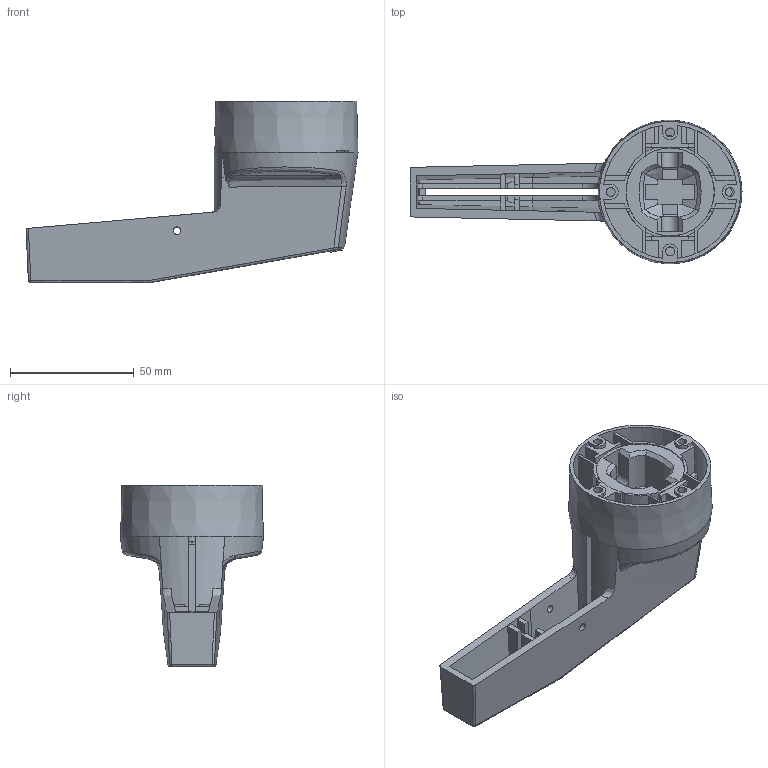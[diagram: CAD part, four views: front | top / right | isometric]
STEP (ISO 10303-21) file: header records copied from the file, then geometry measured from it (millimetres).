
FILE_DESCRIPTION((''),'2;1');
FILE_NAME('Mando tipo EI S5000-1 (2010-09).stp','2010-09-02T08:28:34',('david'),(''),'Autodesk Inventor 2010','Autodesk Inventor 2010','');
FILE_SCHEMA(('AUTOMOTIVE_DESIGN { 1 0 10303 214 1 1 1 1 }'));
Length unit declared in the file: millimetre
Products named in the file (1): Mando tipo EI S5000-1 (2010-09)
Bounding box: 134 x 57.85 x 73.3 mm (x, y, z)
Volume: 90700.4 mm3; surface area: 52367.2 mm2
Topology: 1 solids, 1 shells, 441 faces, 1271 edges, 822 vertices
Faces by surface type: plane 287, cylinder 64, bspline 61, cone 27, sphere 2
Full cylindrical faces by diameter (mm): 3.1 x2, 3.6 x4, 4.1 x1, 6 x4, 34 x1, 35.5 x2
Entity records: 16763 total; most frequent: CARTESIAN_POINT 5117, ORIENTED_EDGE 2496, DIRECTION 2097, EDGE_CURVE 1248, VERTEX_POINT 816, VECTOR 751, LINE 751, AXIS2_PLACEMENT_3D 673
